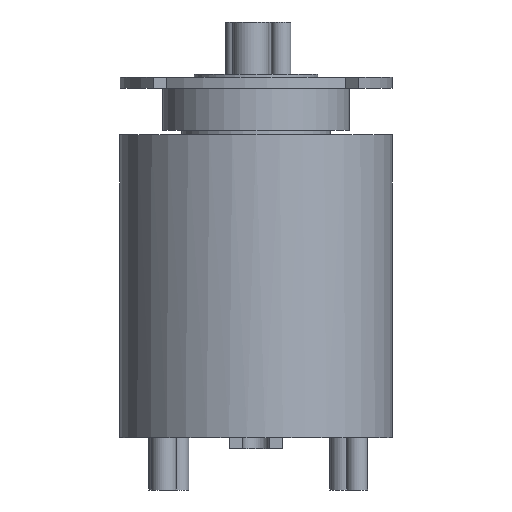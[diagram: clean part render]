
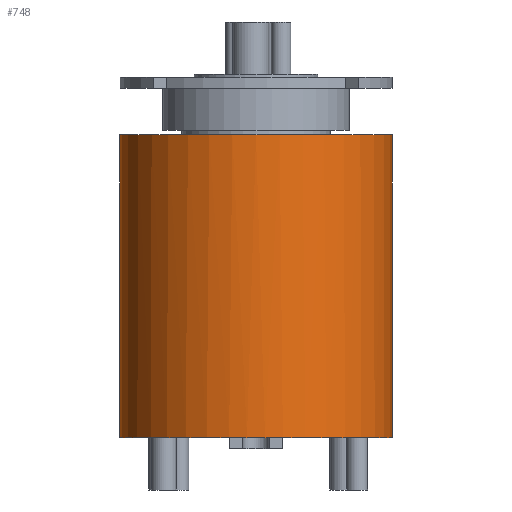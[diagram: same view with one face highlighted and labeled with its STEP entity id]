
A CAD part, front view. The second image highlights one B-rep face of the part: STEP entity #748.
In plain terms, the highlighted cylindrical face has radius 49.5 mm (diameter 99 mm), a partial arc.
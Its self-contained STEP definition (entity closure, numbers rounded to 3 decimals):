
#70 = VERTEX_POINT ( 'NONE', #3794 ) ;
#106 = DIRECTION ( 'NONE',  ( 0., 0., 1. ) ) ;
#142 = ORIENTED_EDGE ( 'NONE', *, *, #2253, .T. ) ;
#366 = CIRCLE ( 'NONE', #584, 49.5 ) ;
#584 = AXIS2_PLACEMENT_3D ( 'NONE', #3425, #1464, #3753 ) ;
#706 = CARTESIAN_POINT ( 'NONE',  ( -49.5, 0., -22. ) ) ;
#715 = CARTESIAN_POINT ( 'NONE',  ( 0., 0., 50.294 ) ) ;
#732 = LINE ( 'NONE', #2312, #4126 ) ;
#748 = ADVANCED_FACE ( 'NONE', ( #2494 ), #4140, .T. ) ;
#756 = CARTESIAN_POINT ( 'NONE',  ( -9.75, -48.53, -132. ) ) ;
#769 = CIRCLE ( 'NONE', #3744, 49.5 ) ;
#775 = EDGE_CURVE ( 'NONE', #4236, #2254, #1421, .T. ) ;
#804 = CARTESIAN_POINT ( 'NONE',  ( 9.75, -48.53, -132. ) ) ;
#892 = CARTESIAN_POINT ( 'NONE',  ( 49.5, 0., -22. ) ) ;
#1041 = DIRECTION ( 'NONE',  ( 0., 0., 1. ) ) ;
#1117 = CARTESIAN_POINT ( 'NONE',  ( 0., 0., -132. ) ) ;
#1152 = ORIENTED_EDGE ( 'NONE', *, *, #2450, .T. ) ;
#1421 = CIRCLE ( 'NONE', #2009, 49.5 ) ;
#1453 = DIRECTION ( 'NONE',  ( 1., 0., 0. ) ) ;
#1464 = DIRECTION ( 'NONE',  ( 0., 0., 1. ) ) ;
#1466 = DIRECTION ( 'NONE',  ( 0., 0., 1. ) ) ;
#1496 = LINE ( 'NONE', #4089, #3114 ) ;
#1653 = CARTESIAN_POINT ( 'NONE',  ( 0., 0., -132. ) ) ;
#1977 = DIRECTION ( 'NONE',  ( 1., 0., 0. ) ) ;
#2009 = AXIS2_PLACEMENT_3D ( 'NONE', #2045, #106, #2382 ) ;
#2045 = CARTESIAN_POINT ( 'NONE',  ( 0., 0., -132. ) ) ;
#2253 = EDGE_CURVE ( 'NONE', #3521, #4236, #769, .T. ) ;
#2254 = VERTEX_POINT ( 'NONE', #3937 ) ;
#2312 = CARTESIAN_POINT ( 'NONE',  ( -49.5, 0., 50.294 ) ) ;
#2382 = DIRECTION ( 'NONE',  ( 1., 0., 0. ) ) ;
#2450 = EDGE_CURVE ( 'NONE', #70, #3521, #2659, .T. ) ;
#2487 = EDGE_CURVE ( 'NONE', #2254, #3081, #1496, .T. ) ;
#2494 = FACE_OUTER_BOUND ( 'NONE', #2871, .T. ) ;
#2659 = CIRCLE ( 'NONE', #3205, 49.5 ) ;
#2683 = DIRECTION ( 'NONE',  ( 1., 0., 0. ) ) ;
#2861 = ORIENTED_EDGE ( 'NONE', *, *, #3842, .F. ) ;
#2871 = EDGE_LOOP ( 'NONE', ( #2861, #1152, #142, #4156, #3624, #3902 ) ) ;
#3081 = VERTEX_POINT ( 'NONE', #892 ) ;
#3114 = VECTOR ( 'NONE', #1466, 1000. ) ;
#3205 = AXIS2_PLACEMENT_3D ( 'NONE', #1117, #3414, #1453 ) ;
#3313 = DIRECTION ( 'NONE',  ( 0., 0., 1. ) ) ;
#3334 = AXIS2_PLACEMENT_3D ( 'NONE', #715, #1041, #2683 ) ;
#3414 = DIRECTION ( 'NONE',  ( 0., 0., 1. ) ) ;
#3425 = CARTESIAN_POINT ( 'NONE',  ( 0., 0., -22. ) ) ;
#3463 = VERTEX_POINT ( 'NONE', #706 ) ;
#3521 = VERTEX_POINT ( 'NONE', #756 ) ;
#3624 = ORIENTED_EDGE ( 'NONE', *, *, #2487, .T. ) ;
#3744 = AXIS2_PLACEMENT_3D ( 'NONE', #1653, #3947, #1977 ) ;
#3753 = DIRECTION ( 'NONE',  ( 1., 0., 0. ) ) ;
#3794 = CARTESIAN_POINT ( 'NONE',  ( -49.5, 0., -132. ) ) ;
#3842 = EDGE_CURVE ( 'NONE', #70, #3463, #732, .T. ) ;
#3902 = ORIENTED_EDGE ( 'NONE', *, *, #4192, .F. ) ;
#3937 = CARTESIAN_POINT ( 'NONE',  ( 49.5, 0., -132. ) ) ;
#3947 = DIRECTION ( 'NONE',  ( 0., 0., 1. ) ) ;
#4089 = CARTESIAN_POINT ( 'NONE',  ( 49.5, 0., 50.294 ) ) ;
#4126 = VECTOR ( 'NONE', #3313, 1000. ) ;
#4140 = CYLINDRICAL_SURFACE ( 'NONE', #3334, 49.5 ) ;
#4156 = ORIENTED_EDGE ( 'NONE', *, *, #775, .T. ) ;
#4192 = EDGE_CURVE ( 'NONE', #3463, #3081, #366, .T. ) ;
#4236 = VERTEX_POINT ( 'NONE', #804 ) ;
